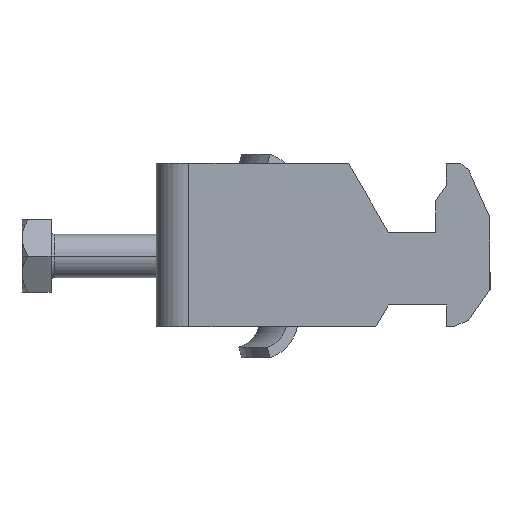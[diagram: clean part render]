
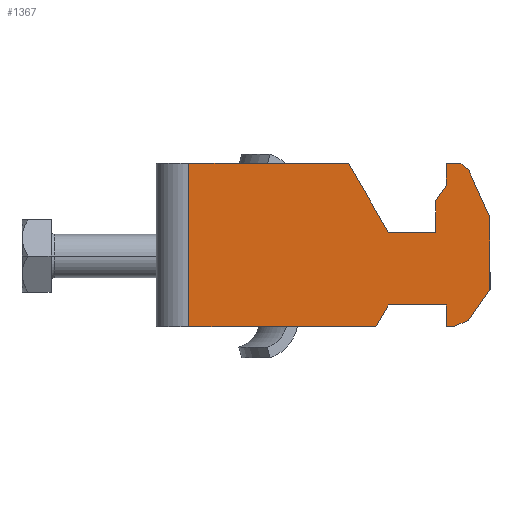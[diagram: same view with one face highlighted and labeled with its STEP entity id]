
A CAD part, left-side view. The second image highlights one B-rep face of the part: STEP entity #1367.
In plain terms, the highlighted planar face has unit normal (-1, 0, 0).
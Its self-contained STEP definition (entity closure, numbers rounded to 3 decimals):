
#18 = CARTESIAN_POINT ( 'NONE',  ( -10., -49.5, -4.111 ) ) ;
#201 = VERTEX_POINT ( 'NONE', #11818 ) ;
#263 = EDGE_CURVE ( 'NONE', #10225, #898, #7430, .T. ) ;
#295 = CARTESIAN_POINT ( 'NONE',  ( -10., -32., -8.25 ) ) ;
#387 = CARTESIAN_POINT ( 'NONE',  ( -10., -53.444, 28.892 ) ) ;
#591 = CARTESIAN_POINT ( 'NONE',  ( -10., -84., -11.25 ) ) ;
#684 = EDGE_CURVE ( 'NONE', #10161, #1835, #9208, .T. ) ;
#695 = CARTESIAN_POINT ( 'NONE',  ( -10., -41., -11.25 ) ) ;
#766 = ORIENTED_EDGE ( 'NONE', *, *, #4057, .F. ) ;
#884 = VERTEX_POINT ( 'NONE', #7650 ) ;
#898 = VERTEX_POINT ( 'NONE', #7706 ) ;
#983 = DIRECTION ( 'NONE',  ( 0., 0.574, -0.819 ) ) ;
#1006 = VECTOR ( 'NONE', #6191, 1000. ) ;
#1149 = VERTEX_POINT ( 'NONE', #12273 ) ;
#1308 = DIRECTION ( 'NONE',  ( 0., -1., 0. ) ) ;
#1310 = VECTOR ( 'NONE', #3650, 1000. ) ;
#1319 = CARTESIAN_POINT ( 'NONE',  ( -10., -84., 11.25 ) ) ;
#1367 = ADVANCED_FACE ( 'NONE', ( #5603 ), #12191, .F. ) ;
#1458 = EDGE_CURVE ( 'NONE', #1149, #9685, #7245, .T. ) ;
#1487 = DIRECTION ( 'NONE',  ( 0., 0., 1. ) ) ;
#1546 = VECTOR ( 'NONE', #10340, 1000. ) ;
#1727 = LINE ( 'NONE', #10282, #1546 ) ;
#1835 = VERTEX_POINT ( 'NONE', #4044 ) ;
#1902 = EDGE_CURVE ( 'NONE', #2483, #10161, #2414, .T. ) ;
#1936 = VECTOR ( 'NONE', #7831, 1000. ) ;
#2218 = VECTOR ( 'NONE', #12130, 1000. ) ;
#2414 = LINE ( 'NONE', #387, #1006 ) ;
#2422 = VECTOR ( 'NONE', #1308, 1000. ) ;
#2428 = VECTOR ( 'NONE', #983, 1000. ) ;
#2444 = CARTESIAN_POINT ( 'NONE',  ( -10., -40., 8.25 ) ) ;
#2455 = VERTEX_POINT ( 'NONE', #6986 ) ;
#2483 = VERTEX_POINT ( 'NONE', #295 ) ;
#2498 = VERTEX_POINT ( 'NONE', #11948 ) ;
#2827 = AXIS2_PLACEMENT_3D ( 'NONE', #8182, #3588, #7306 ) ;
#2863 = VERTEX_POINT ( 'NONE', #5274 ) ;
#2944 = ORIENTED_EDGE ( 'NONE', *, *, #684, .F. ) ;
#3216 = DIRECTION ( 'NONE',  ( 0., 1., 0. ) ) ;
#3222 = VECTOR ( 'NONE', #1487, 1000. ) ;
#3308 = CARTESIAN_POINT ( 'NONE',  ( -10., -84., -8.25 ) ) ;
#3328 = ORIENTED_EDGE ( 'NONE', *, *, #12224, .T. ) ;
#3372 = CARTESIAN_POINT ( 'NONE',  ( -10., -55.885, 30.936 ) ) ;
#3374 = VECTOR ( 'NONE', #7703, 1000. ) ;
#3527 = CARTESIAN_POINT ( 'NONE',  ( -10., -30.268, -11.25 ) ) ;
#3573 = CARTESIAN_POINT ( 'NONE',  ( -10., -26.515, 11.25 ) ) ;
#3588 = DIRECTION ( 'NONE',  ( 1., 0., 0. ) ) ;
#3650 = DIRECTION ( 'NONE',  ( 0., 1., 0. ) ) ;
#3691 = DIRECTION ( 'NONE',  ( 0., 1., 0. ) ) ;
#3806 = LINE ( 'NONE', #7652, #8626 ) ;
#3824 = VECTOR ( 'NONE', #5255, 1000. ) ;
#3833 = EDGE_CURVE ( 'NONE', #8135, #201, #11882, .T. ) ;
#3866 = DIRECTION ( 'NONE',  ( 0., 0., -1. ) ) ;
#3912 = CARTESIAN_POINT ( 'NONE',  ( -10., -40., 11.25 ) ) ;
#4044 = CARTESIAN_POINT ( 'NONE',  ( -10., -4.5, -11.25 ) ) ;
#4057 = EDGE_CURVE ( 'NONE', #10226, #2863, #9668, .T. ) ;
#4068 = CARTESIAN_POINT ( 'NONE',  ( -10., -66.642, 23.404 ) ) ;
#4070 = ORIENTED_EDGE ( 'NONE', *, *, #6529, .F. ) ;
#4190 = LINE ( 'NONE', #8029, #7588 ) ;
#4352 = EDGE_CURVE ( 'NONE', #201, #5300, #4389, .T. ) ;
#4389 = LINE ( 'NONE', #10100, #3222 ) ;
#4423 = ORIENTED_EDGE ( 'NONE', *, *, #4352, .F. ) ;
#4486 = ORIENTED_EDGE ( 'NONE', *, *, #263, .F. ) ;
#4518 = VERTEX_POINT ( 'NONE', #2444 ) ;
#4540 = CARTESIAN_POINT ( 'NONE',  ( -10., -46., -6.075 ) ) ;
#4628 = VERTEX_POINT ( 'NONE', #3573 ) ;
#5154 = VECTOR ( 'NONE', #9149, 1000. ) ;
#5255 = DIRECTION ( 'NONE',  ( 0., 1., 0. ) ) ;
#5274 = CARTESIAN_POINT ( 'NONE',  ( -10., -43., -10.36 ) ) ;
#5300 = VERTEX_POINT ( 'NONE', #5315 ) ;
#5315 = CARTESIAN_POINT ( 'NONE',  ( -10., -38.5, 6.108 ) ) ;
#5356 = EDGE_CURVE ( 'NONE', #884, #10226, #9643, .T. ) ;
#5370 = CARTESIAN_POINT ( 'NONE',  ( -10., -32., 1.75 ) ) ;
#5386 = DIRECTION ( 'NONE',  ( 0., -0.574, 0.819 ) ) ;
#5505 = EDGE_CURVE ( 'NONE', #4518, #11394, #3806, .T. ) ;
#5563 = CARTESIAN_POINT ( 'NONE',  ( -10., -85.247, 8.45 ) ) ;
#5603 = FACE_OUTER_BOUND ( 'NONE', #8939, .T. ) ;
#5662 = ORIENTED_EDGE ( 'NONE', *, *, #6498, .T. ) ;
#5687 = CARTESIAN_POINT ( 'NONE',  ( -10., -43.055, 10.365 ) ) ;
#6191 = DIRECTION ( 'NONE',  ( 0., 0.5, -0.866 ) ) ;
#6498 = EDGE_CURVE ( 'NONE', #4628, #2455, #4190, .T. ) ;
#6529 = EDGE_CURVE ( 'NONE', #4628, #8135, #1727, .T. ) ;
#6986 = CARTESIAN_POINT ( 'NONE',  ( -10., -4.5, 11.25 ) ) ;
#7010 = LINE ( 'NONE', #18, #1936 ) ;
#7022 = VECTOR ( 'NONE', #3866, 1000. ) ;
#7072 = EDGE_CURVE ( 'NONE', #898, #2498, #7639, .T. ) ;
#7083 = CARTESIAN_POINT ( 'NONE',  ( -10., -4.5, 11.25 ) ) ;
#7228 = EDGE_CURVE ( 'NONE', #1149, #11394, #10890, .T. ) ;
#7245 = LINE ( 'NONE', #7361, #2218 ) ;
#7283 = LINE ( 'NONE', #3372, #7578 ) ;
#7306 = DIRECTION ( 'NONE',  ( 0., 0., 1. ) ) ;
#7361 = CARTESIAN_POINT ( 'NONE',  ( -10., -66.647, -9.431 ) ) ;
#7430 = LINE ( 'NONE', #10177, #1310 ) ;
#7528 = CARTESIAN_POINT ( 'NONE',  ( -10., -46., 11.25 ) ) ;
#7574 = DIRECTION ( 'NONE',  ( 0., 0., 1. ) ) ;
#7578 = VECTOR ( 'NONE', #5386, 1000. ) ;
#7588 = VECTOR ( 'NONE', #3691, 1000. ) ;
#7639 = LINE ( 'NONE', #3912, #10176 ) ;
#7650 = CARTESIAN_POINT ( 'NONE',  ( -10., -46., 3.75 ) ) ;
#7652 = CARTESIAN_POINT ( 'NONE',  ( -10., -40., 11.25 ) ) ;
#7703 = DIRECTION ( 'NONE',  ( 0., 0.914, -0.407 ) ) ;
#7706 = CARTESIAN_POINT ( 'NONE',  ( -10., -40., -11.25 ) ) ;
#7831 = DIRECTION ( 'NONE',  ( 0., -0.407, -0.914 ) ) ;
#7866 = ORIENTED_EDGE ( 'NONE', *, *, #1458, .F. ) ;
#8029 = CARTESIAN_POINT ( 'NONE',  ( -10., -84., 11.25 ) ) ;
#8109 = ORIENTED_EDGE ( 'NONE', *, *, #11972, .F. ) ;
#8135 = VERTEX_POINT ( 'NONE', #5370 ) ;
#8182 = CARTESIAN_POINT ( 'NONE',  ( -10., -84., 11.25 ) ) ;
#8333 = ORIENTED_EDGE ( 'NONE', *, *, #3833, .F. ) ;
#8626 = VECTOR ( 'NONE', #10518, 1000. ) ;
#8695 = ORIENTED_EDGE ( 'NONE', *, *, #8896, .F. ) ;
#8880 = ORIENTED_EDGE ( 'NONE', *, *, #7228, .T. ) ;
#8896 = EDGE_CURVE ( 'NONE', #5300, #4518, #7283, .T. ) ;
#8903 = EDGE_CURVE ( 'NONE', #2498, #2483, #9095, .T. ) ;
#8939 = EDGE_LOOP ( 'NONE', ( #9635, #12115, #9696, #4486, #10756, #766, #10062, #8109, #7866, #8880, #8992, #8695, #4423, #8333, #4070, #5662, #3328, #2944 ) ) ;
#8992 = ORIENTED_EDGE ( 'NONE', *, *, #5505, .F. ) ;
#9095 = LINE ( 'NONE', #3308, #5154 ) ;
#9139 = LINE ( 'NONE', #7083, #11219 ) ;
#9149 = DIRECTION ( 'NONE',  ( 0., 1., 0. ) ) ;
#9208 = LINE ( 'NONE', #591, #3824 ) ;
#9397 = VECTOR ( 'NONE', #3216, 1000. ) ;
#9635 = ORIENTED_EDGE ( 'NONE', *, *, #1902, .F. ) ;
#9643 = LINE ( 'NONE', #7528, #7022 ) ;
#9668 = LINE ( 'NONE', #4068, #2428 ) ;
#9685 = VERTEX_POINT ( 'NONE', #5687 ) ;
#9696 = ORIENTED_EDGE ( 'NONE', *, *, #7072, .F. ) ;
#10062 = ORIENTED_EDGE ( 'NONE', *, *, #5356, .F. ) ;
#10100 = CARTESIAN_POINT ( 'NONE',  ( -10., -38.5, 11.25 ) ) ;
#10161 = VERTEX_POINT ( 'NONE', #3527 ) ;
#10176 = VECTOR ( 'NONE', #7574, 1000. ) ;
#10177 = CARTESIAN_POINT ( 'NONE',  ( -10., -84., -11.25 ) ) ;
#10225 = VERTEX_POINT ( 'NONE', #695 ) ;
#10226 = VERTEX_POINT ( 'NONE', #4540 ) ;
#10282 = CARTESIAN_POINT ( 'NONE',  ( -10., -40.886, -13.642 ) ) ;
#10340 = DIRECTION ( 'NONE',  ( 0., -0.5, -0.866 ) ) ;
#10481 = CARTESIAN_POINT ( 'NONE',  ( -10., -40., 11.25 ) ) ;
#10518 = DIRECTION ( 'NONE',  ( 0., 0., 1. ) ) ;
#10756 = ORIENTED_EDGE ( 'NONE', *, *, #11055, .F. ) ;
#10890 = LINE ( 'NONE', #1319, #9397 ) ;
#10972 = DIRECTION ( 'NONE',  ( 0., 0., -1. ) ) ;
#11055 = EDGE_CURVE ( 'NONE', #2863, #10225, #12284, .T. ) ;
#11066 = CARTESIAN_POINT ( 'NONE',  ( -10., -84., 1.75 ) ) ;
#11219 = VECTOR ( 'NONE', #10972, 1000. ) ;
#11394 = VERTEX_POINT ( 'NONE', #10481 ) ;
#11818 = CARTESIAN_POINT ( 'NONE',  ( -10., -38.5, 1.75 ) ) ;
#11882 = LINE ( 'NONE', #11066, #2422 ) ;
#11948 = CARTESIAN_POINT ( 'NONE',  ( -10., -40., -8.25 ) ) ;
#11972 = EDGE_CURVE ( 'NONE', #9685, #884, #7010, .T. ) ;
#12115 = ORIENTED_EDGE ( 'NONE', *, *, #8903, .F. ) ;
#12130 = DIRECTION ( 'NONE',  ( 0., -0.766, -0.643 ) ) ;
#12191 = PLANE ( 'NONE',  #2827 ) ;
#12224 = EDGE_CURVE ( 'NONE', #2455, #1835, #9139, .T. ) ;
#12273 = CARTESIAN_POINT ( 'NONE',  ( -10., -42., 11.25 ) ) ;
#12284 = LINE ( 'NONE', #5563, #3374 ) ;
